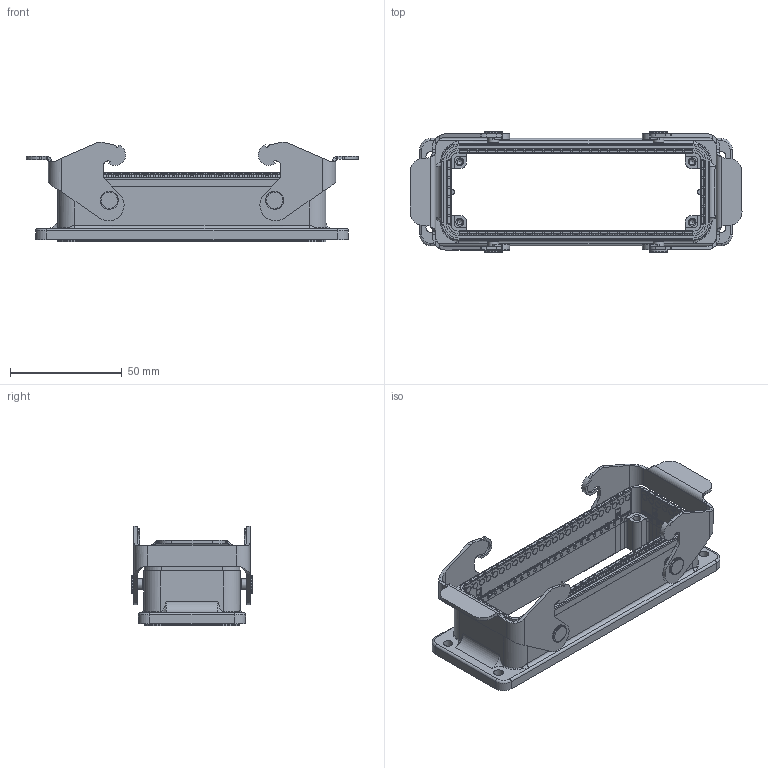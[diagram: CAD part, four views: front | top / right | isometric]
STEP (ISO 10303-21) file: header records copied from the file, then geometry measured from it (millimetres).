
FILE_DESCRIPTION(/* description */ (''),/* implementation_level */ '2;1');
FILE_NAME(/* name */ 'c146 11f024 902 8nxc001-06.stp',/* time_stamp */ '2021-11-09T07:08:36+01:00',/* author */ (''),/* organization */ (''),/* preprocessor_version */ 'ST-DEVELOPER v16.7',/* originating_system */ 'SIEMENS PLM Software NX 12.0',/* authorisation */ '');
FILE_SCHEMA (('AUTOMOTIVE_DESIGN { 1 0 10303 214 3 1 1 1 }'));
Products named in the file (11): n 15 095 0001 101nxm001-09_101634ID; n 15 095 0001 101nxm001-09_119810ID; n 23 020 00x1nxm001-01; n 06 113 0001_assembly conxm001-01; N 03 049 0001-03; C146 G33 560 E8-01; n 15 095 0006 1nxm001-04; n 15 095 0002 1nxm001-01; N 25 049 1000-03; c146 11f024 902 8nxm001-06; c146 11f024 902 8nxc001-06
Assembly tree (18 placements, depth 4):
  c146 11f024 902 8nxc001-06
    c146 11f024 902 8nxm001-06
      C146 G33 560 E8-01
      N 25 049 1000-03  x2
        n 23 020 00x1nxm001-01
      N 03 049 0001-03  x4
      n 06 113 0001_assembly conxm001-01  x2
      n 15 095 0002 1nxm001-01  x2
        n 15 095 0001 101nxm001-09_119810ID
      n 15 095 0006 1nxm001-04  x2
        n 15 095 0001 101nxm001-09_101634ID
Bounding box: 148.63 x 54.4 x 44.69 mm (x, y, z)
Volume: 97911.3 mm3; surface area: 79916.6 mm2
Topology: 12 solids, 12 shells, 3473 faces, 8900 edges, 5350 vertices
Faces by surface type: plane 1911, cylinder 1422, bspline 80, torus 32, cone 28
Full cylindrical faces by diameter (mm): 1.5 x64, 2.5 x8, 2.95 x4, 3 x68, 3.5 x8, 4.3 x8, 4.8 x8, 8 x8
Entity records: 69762 total; most frequent: CARTESIAN_POINT 17386, ORIENTED_EDGE 10228, DIRECTION 9582, EDGE_CURVE 5114, AXIS2_PLACEMENT_3D 3420, VERTEX_POINT 3153, LINE 2742, VECTOR 2742
